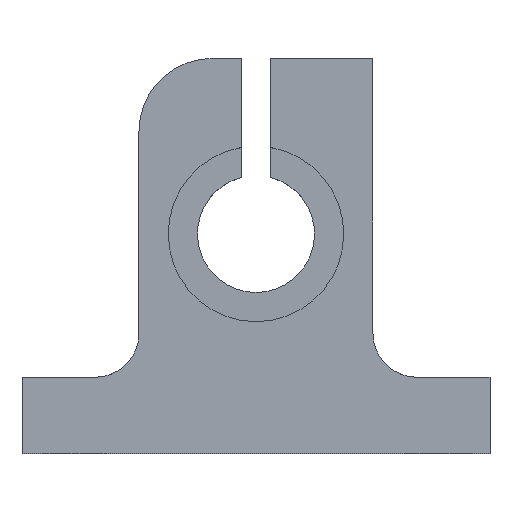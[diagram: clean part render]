
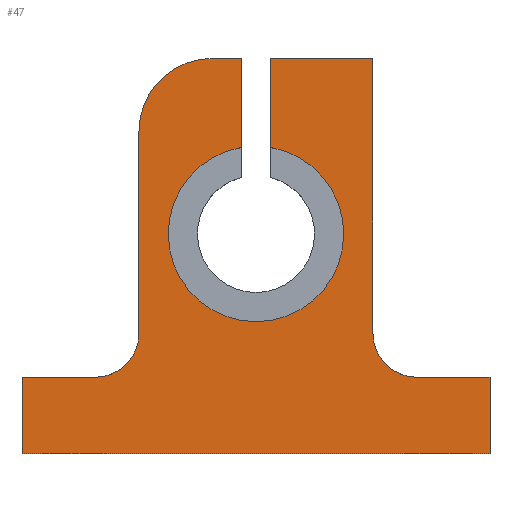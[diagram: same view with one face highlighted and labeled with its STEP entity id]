
A CAD part, top view. The second image highlights one B-rep face of the part: STEP entity #47.
In plain terms, the highlighted planar face has unit normal (0, 0, 1).
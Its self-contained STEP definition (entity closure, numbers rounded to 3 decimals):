
#47 = ADVANCED_FACE( '', ( #110 ), #111, .T. );
#110 = FACE_OUTER_BOUND( '', #190, .T. );
#111 = PLANE( '', #191 );
#190 = EDGE_LOOP( '', ( #264, #265, #266, #267, #268, #269, #270, #271, #272, #273, #274, #275, #276, #277, #278 ) );
#191 = AXIS2_PLACEMENT_3D( '', #279, #280, #281 );
#264 = ORIENTED_EDGE( '', *, *, #486, .T. );
#265 = ORIENTED_EDGE( '', *, *, #487, .T. );
#266 = ORIENTED_EDGE( '', *, *, #488, .T. );
#267 = ORIENTED_EDGE( '', *, *, #489, .T. );
#268 = ORIENTED_EDGE( '', *, *, #490, .T. );
#269 = ORIENTED_EDGE( '', *, *, #491, .T. );
#270 = ORIENTED_EDGE( '', *, *, #492, .F. );
#271 = ORIENTED_EDGE( '', *, *, #493, .T. );
#272 = ORIENTED_EDGE( '', *, *, #494, .T. );
#273 = ORIENTED_EDGE( '', *, *, #495, .T. );
#274 = ORIENTED_EDGE( '', *, *, #496, .T. );
#275 = ORIENTED_EDGE( '', *, *, #497, .T. );
#276 = ORIENTED_EDGE( '', *, *, #498, .F. );
#277 = ORIENTED_EDGE( '', *, *, #499, .T. );
#278 = ORIENTED_EDGE( '', *, *, #500, .T. );
#279 = CARTESIAN_POINT( '', ( 11., 8.2, 10. ) );
#280 = DIRECTION( '', ( 0., 0., 1. ) );
#281 = DIRECTION( '', ( 1., 0., 0. ) );
#486 = EDGE_CURVE( '', #574, #575, #576, .T. );
#487 = EDGE_CURVE( '', #575, #577, #578, .F. );
#488 = EDGE_CURVE( '', #577, #579, #580, .T. );
#489 = EDGE_CURVE( '', #579, #581, #582, .T. );
#490 = EDGE_CURVE( '', #581, #583, #584, .T. );
#491 = EDGE_CURVE( '', #583, #585, #586, .T. );
#492 = EDGE_CURVE( '', #587, #585, #588, .T. );
#493 = EDGE_CURVE( '', #587, #589, #590, .T. );
#494 = EDGE_CURVE( '', #589, #591, #592, .T. );
#495 = EDGE_CURVE( '', #591, #593, #594, .T. );
#496 = EDGE_CURVE( '', #593, #595, #596, .T. );
#497 = EDGE_CURVE( '', #595, #597, #598, .T. );
#498 = EDGE_CURVE( '', #599, #597, #600, .T. );
#499 = EDGE_CURVE( '', #599, #601, #602, .T. );
#500 = EDGE_CURVE( '', #601, #574, #603, .T. );
#574 = VERTEX_POINT( '', #706 );
#575 = VERTEX_POINT( '', #707 );
#576 = LINE( '', #708, #709 );
#577 = VERTEX_POINT( '', #710 );
#578 = CIRCLE( '', #711, 6. );
#579 = VERTEX_POINT( '', #712 );
#580 = LINE( '', #713, #714 );
#581 = VERTEX_POINT( '', #715 );
#582 = LINE( '', #716, #717 );
#583 = VERTEX_POINT( '', #718 );
#584 = CIRCLE( '', #719, 5. );
#585 = VERTEX_POINT( '', #720 );
#586 = LINE( '', #721, #722 );
#587 = VERTEX_POINT( '', #723 );
#588 = CIRCLE( '', #724, 3. );
#589 = VERTEX_POINT( '', #725 );
#590 = LINE( '', #726, #727 );
#591 = VERTEX_POINT( '', #728 );
#592 = LINE( '', #729, #730 );
#593 = VERTEX_POINT( '', #731 );
#594 = LINE( '', #732, #733 );
#595 = VERTEX_POINT( '', #734 );
#596 = LINE( '', #735, #736 );
#597 = VERTEX_POINT( '', #737 );
#598 = LINE( '', #738, #739 );
#599 = VERTEX_POINT( '', #740 );
#600 = CIRCLE( '', #741, 3. );
#601 = VERTEX_POINT( '', #742 );
#602 = LINE( '', #743, #744 );
#603 = LINE( '', #745, #746 );
#706 = CARTESIAN_POINT( '', ( 1., 27., 10. ) );
#707 = CARTESIAN_POINT( '', ( 1., 20.916, 10. ) );
#708 = CARTESIAN_POINT( '', ( 1., 27., 10. ) );
#709 = VECTOR( '', #918, 1000. );
#710 = CARTESIAN_POINT( '', ( -1., 20.916, 10. ) );
#711 = AXIS2_PLACEMENT_3D( '', #919, #920, #921 );
#712 = CARTESIAN_POINT( '', ( -1., 27., 10. ) );
#713 = CARTESIAN_POINT( '', ( -1., 15., 10. ) );
#714 = VECTOR( '', #922, 1000. );
#715 = CARTESIAN_POINT( '', ( -3., 27., 10. ) );
#716 = CARTESIAN_POINT( '', ( -1., 27., 10. ) );
#717 = VECTOR( '', #923, 1000. );
#718 = CARTESIAN_POINT( '', ( -8., 22., 10. ) );
#719 = AXIS2_PLACEMENT_3D( '', #924, #925, #926 );
#720 = CARTESIAN_POINT( '', ( -8., 8.2, 10. ) );
#721 = CARTESIAN_POINT( '', ( -8., 22., 10. ) );
#722 = VECTOR( '', #927, 1000. );
#723 = CARTESIAN_POINT( '', ( -11., 5.2, 10. ) );
#724 = AXIS2_PLACEMENT_3D( '', #928, #929, #930 );
#725 = CARTESIAN_POINT( '', ( -16., 5.2, 10. ) );
#726 = CARTESIAN_POINT( '', ( -11., 5.2, 10. ) );
#727 = VECTOR( '', #931, 1000. );
#728 = CARTESIAN_POINT( '', ( -16., 0., 10. ) );
#729 = CARTESIAN_POINT( '', ( -16., 5.2, 10. ) );
#730 = VECTOR( '', #932, 1000. );
#731 = CARTESIAN_POINT( '', ( 16., 0., 10. ) );
#732 = CARTESIAN_POINT( '', ( -16., 0., 10. ) );
#733 = VECTOR( '', #933, 1000. );
#734 = CARTESIAN_POINT( '', ( 16., 5.2, 10. ) );
#735 = CARTESIAN_POINT( '', ( 16., 0., 10. ) );
#736 = VECTOR( '', #934, 1000. );
#737 = CARTESIAN_POINT( '', ( 11., 5.2, 10. ) );
#738 = CARTESIAN_POINT( '', ( 16., 5.2, 10. ) );
#739 = VECTOR( '', #935, 1000. );
#740 = CARTESIAN_POINT( '', ( 8., 8.2, 10. ) );
#741 = AXIS2_PLACEMENT_3D( '', #936, #937, #938 );
#742 = CARTESIAN_POINT( '', ( 8., 27., 10. ) );
#743 = CARTESIAN_POINT( '', ( 8., 8.2, 10. ) );
#744 = VECTOR( '', #939, 1000. );
#745 = CARTESIAN_POINT( '', ( 8., 27., 10. ) );
#746 = VECTOR( '', #940, 1000. );
#918 = DIRECTION( '', ( 0., -1., 0. ) );
#919 = CARTESIAN_POINT( '', ( 0., 15., 10. ) );
#920 = DIRECTION( '', ( 0., 0., 1. ) );
#921 = DIRECTION( '', ( 1., 0., 0. ) );
#922 = DIRECTION( '', ( 0., 1., 0. ) );
#923 = DIRECTION( '', ( -1., 0., 0. ) );
#924 = CARTESIAN_POINT( '', ( -3., 22., 10. ) );
#925 = DIRECTION( '', ( 0., 0., 1. ) );
#926 = DIRECTION( '', ( 1., 0., 0. ) );
#927 = DIRECTION( '', ( 0., -1., 0. ) );
#928 = CARTESIAN_POINT( '', ( -11., 8.2, 10. ) );
#929 = DIRECTION( '', ( 0., 0., 1. ) );
#930 = DIRECTION( '', ( 1., 0., 0. ) );
#931 = DIRECTION( '', ( -1., 0., 0. ) );
#932 = DIRECTION( '', ( 0., -1., 0. ) );
#933 = DIRECTION( '', ( 1., 0., 0. ) );
#934 = DIRECTION( '', ( 0., 1., 0. ) );
#935 = DIRECTION( '', ( -1., 0., 0. ) );
#936 = CARTESIAN_POINT( '', ( 11., 8.2, 10. ) );
#937 = DIRECTION( '', ( 0., 0., 1. ) );
#938 = DIRECTION( '', ( 1., 0., 0. ) );
#939 = DIRECTION( '', ( 0., 1., 0. ) );
#940 = DIRECTION( '', ( -1., 0., 0. ) );
